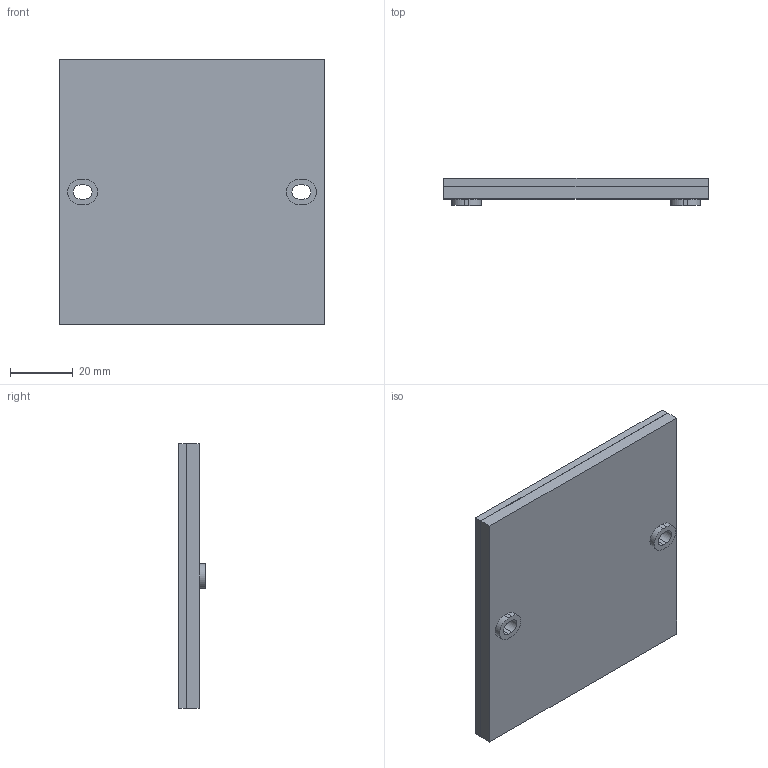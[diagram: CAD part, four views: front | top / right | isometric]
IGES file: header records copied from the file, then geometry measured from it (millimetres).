
Start section: SolidWorks IGES file using analytic representation for surfaces
Global section: file name: 1003865-S270234.IGS; native system: SolidWorks 2016; preprocessor: SolidWorks 2016; author: SYSTEM; date: 190703.001842; units: millimetre
Bounding box: 84 x 8.5 x 84 mm (x, y, z)
Volume: 44242.2 mm3; surface area: 16734.1 mm2
Topology: 1 solids, 1 shells, 52 faces, 132 edges, 88 vertices
Faces by surface type: plane 38, revolution 14
